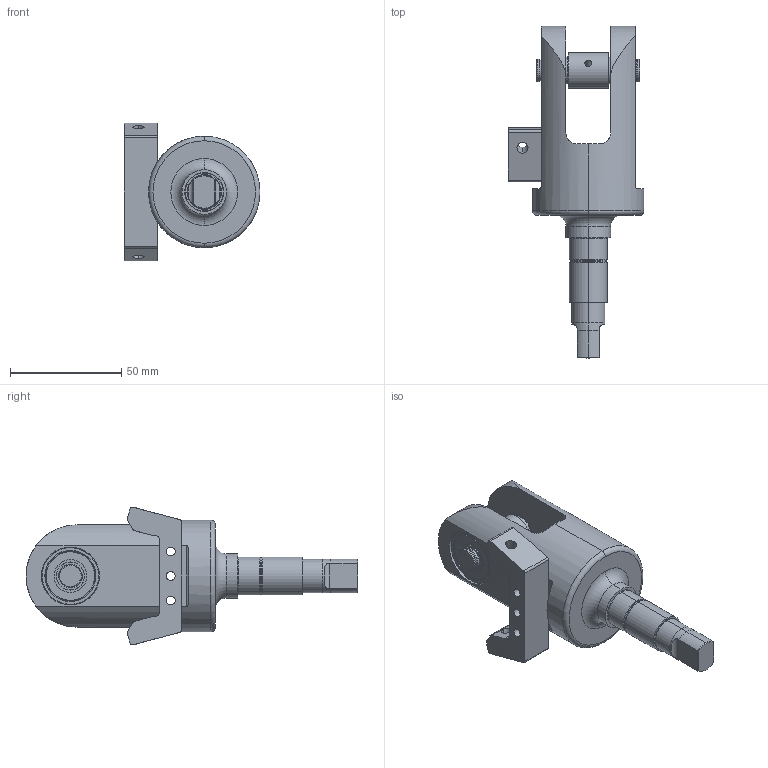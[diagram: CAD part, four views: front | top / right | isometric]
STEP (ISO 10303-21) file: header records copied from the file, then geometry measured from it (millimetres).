
FILE_DESCRIPTION (( 'STEP AP214' ), '1' );
FILE_NAME ('roll_shaft.STEP', '2025-04-30T20:48:52', ( '' ), ( '' ), 'SwSTEP 2.0', 'SolidWorks 2024', '' );
FILE_SCHEMA (( 'AUTOMOTIVE_DESIGN' ));
Length unit declared in the file: millimetre
Products named in the file (10): skf_bearing_6000-2rsh_2_01; roll_shaft; skf_bearing_6000-2rsh_2_04; skf_bearing_6000-2rsh_2; skf_bearing_6000-2rsh_2_03; universal_joint_female_new; universal_joint_rod_end; skf_bearing_6000-2rsh_2_05; universal_joint_shaft_final; skf_bearing_6000-2rsh_2_02
Assembly tree (10 placements, depth 3):
  roll_shaft
    universal_joint_female_new
    universal_joint_rod_end
    universal_joint_shaft_final
    skf_bearing_6000-2rsh_2  x2
      skf_bearing_6000-2rsh_2_01
      skf_bearing_6000-2rsh_2_02
      skf_bearing_6000-2rsh_2_03
      skf_bearing_6000-2rsh_2_04
      skf_bearing_6000-2rsh_2_05
Bounding box: 61 x 148.91 x 61.87 mm (x, y, z)
Volume: 125818.6 mm3; surface area: 39714.5 mm2
Topology: 13 solids, 13 shells, 418 faces, 1035 edges, 658 vertices
Faces by surface type: cylinder 146, torus 118, cone 63, plane 63, sphere 28
Entity records: 9145 total; most frequent: CARTESIAN_POINT 1917, DIRECTION 1639, ORIENTED_EDGE 1338, AXIS2_PLACEMENT_3D 720, EDGE_CURVE 669, VERTEX_POINT 424, CIRCLE 418, EDGE_LOOP 347
